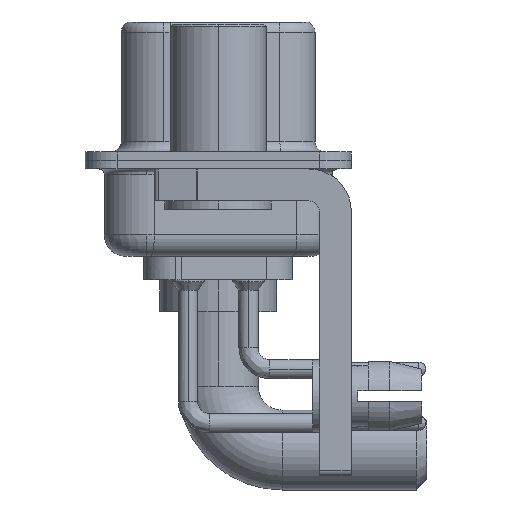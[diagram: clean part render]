
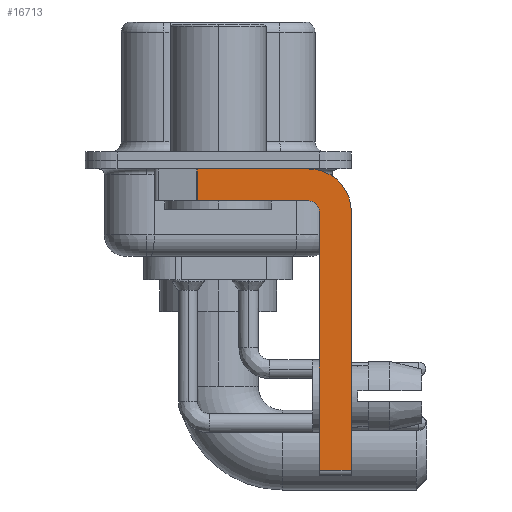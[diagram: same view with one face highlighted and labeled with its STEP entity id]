
A CAD part, left-side view. The second image highlights one B-rep face of the part: STEP entity #16713.
In plain terms, the highlighted planar face has unit normal (-1, 0, 0).
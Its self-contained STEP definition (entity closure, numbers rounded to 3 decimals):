
#173 = DIRECTION ( 'NONE',  ( 0., -1., 0. ) ) ;
#540 = VERTEX_POINT ( 'NONE', #5137 ) ;
#719 = AXIS2_PLACEMENT_3D ( 'NONE', #25048, #12707, #9063 ) ;
#2780 = LINE ( 'NONE', #12673, #7314 ) ;
#3498 = ORIENTED_EDGE ( 'NONE', *, *, #5878, .F. ) ;
#3514 = DIRECTION ( 'NONE',  ( 0., 1., 0. ) ) ;
#3799 = CARTESIAN_POINT ( 'NONE',  ( -2.9, -4.25, -1.9 ) ) ;
#4621 = VERTEX_POINT ( 'NONE', #3799 ) ;
#5137 = CARTESIAN_POINT ( 'NONE',  ( -2.9, -4.25, -0.4 ) ) ;
#5231 = DIRECTION ( 'NONE',  ( 0., -1., 0. ) ) ;
#5366 = CARTESIAN_POINT ( 'NONE',  ( -2.9, -4.25, -14.55 ) ) ;
#5580 = CARTESIAN_POINT ( 'NONE',  ( -2.9, 0.978, -0.4 ) ) ;
#5768 = VECTOR ( 'NONE', #3514, 1000. ) ;
#5878 = EDGE_CURVE ( 'NONE', #17316, #4621, #14848, .T. ) ;
#6558 = DIRECTION ( 'NONE',  ( 0., 0., -1. ) ) ;
#6596 = ORIENTED_EDGE ( 'NONE', *, *, #18169, .F. ) ;
#6751 = CARTESIAN_POINT ( 'NONE',  ( -2.9, 0.978, -1.9 ) ) ;
#7314 = VECTOR ( 'NONE', #15088, 1000. ) ;
#7590 = DIRECTION ( 'NONE',  ( 1., 0., 0. ) ) ;
#7733 = EDGE_CURVE ( 'NONE', #8487, #24322, #15710, .T. ) ;
#8061 = EDGE_CURVE ( 'NONE', #17285, #24322, #15014, .T. ) ;
#8487 = VERTEX_POINT ( 'NONE', #22788 ) ;
#8712 = EDGE_CURVE ( 'NONE', #540, #17285, #24616, .T. ) ;
#8962 = EDGE_CURVE ( 'NONE', #10301, #20909, #26250, .T. ) ;
#9063 = DIRECTION ( 'NONE',  ( 0., 0., -1. ) ) ;
#9112 = EDGE_CURVE ( 'NONE', #8487, #17316, #2780, .T. ) ;
#9462 = PLANE ( 'NONE',  #11859 ) ;
#9855 = DIRECTION ( 'NONE',  ( 0., 0., -1. ) ) ;
#10301 = VERTEX_POINT ( 'NONE', #5580 ) ;
#10507 = ORIENTED_EDGE ( 'NONE', *, *, #9112, .F. ) ;
#11135 = CARTESIAN_POINT ( 'NONE',  ( -2.9, -6.25, -14.55 ) ) ;
#11345 = DIRECTION ( 'NONE',  ( 0., 0., -1. ) ) ;
#11848 = AXIS2_PLACEMENT_3D ( 'NONE', #20168, #13844, #13584 ) ;
#11859 = AXIS2_PLACEMENT_3D ( 'NONE', #17668, #7590, #11345 ) ;
#12165 = CARTESIAN_POINT ( 'NONE',  ( -2.9, -4.75, -2.4 ) ) ;
#12195 = LINE ( 'NONE', #20418, #5768 ) ;
#12631 = ORIENTED_EDGE ( 'NONE', *, *, #8712, .F. ) ;
#12673 = CARTESIAN_POINT ( 'NONE',  ( -2.9, -4.75, -14.8 ) ) ;
#12707 = DIRECTION ( 'NONE',  ( 1., 0., 0. ) ) ;
#13584 = DIRECTION ( 'NONE',  ( 0., 0., 1. ) ) ;
#13844 = DIRECTION ( 'NONE',  ( -1., 0., 0. ) ) ;
#14848 = CIRCLE ( 'NONE', #11848, 0.5 ) ;
#15014 = LINE ( 'NONE', #16899, #19251 ) ;
#15088 = DIRECTION ( 'NONE',  ( 0., 0., 1. ) ) ;
#15317 = EDGE_LOOP ( 'NONE', ( #6596, #24328, #24017, #3498, #10507, #18057, #22247, #12631 ) ) ;
#15710 = LINE ( 'NONE', #5366, #16198 ) ;
#16198 = VECTOR ( 'NONE', #5231, 1000. ) ;
#16389 = CARTESIAN_POINT ( 'NONE',  ( -2.9, 3., -0.4 ) ) ;
#16713 = ADVANCED_FACE ( 'NONE', ( #19969 ), #9462, .F. ) ;
#16899 = CARTESIAN_POINT ( 'NONE',  ( -2.9, -6.25, -2.4 ) ) ;
#17285 = VERTEX_POINT ( 'NONE', #18639 ) ;
#17316 = VERTEX_POINT ( 'NONE', #12165 ) ;
#17668 = CARTESIAN_POINT ( 'NONE',  ( -2.9, -4.25, -2.4 ) ) ;
#18057 = ORIENTED_EDGE ( 'NONE', *, *, #7733, .T. ) ;
#18169 = EDGE_CURVE ( 'NONE', #10301, #540, #20686, .T. ) ;
#18639 = CARTESIAN_POINT ( 'NONE',  ( -2.9, -6.25, -2.4 ) ) ;
#19251 = VECTOR ( 'NONE', #6558, 1000. ) ;
#19969 = FACE_OUTER_BOUND ( 'NONE', #15317, .T. ) ;
#20168 = CARTESIAN_POINT ( 'NONE',  ( -2.9, -4.25, -2.4 ) ) ;
#20418 = CARTESIAN_POINT ( 'NONE',  ( -2.9, -4.25, -1.9 ) ) ;
#20686 = LINE ( 'NONE', #16389, #26091 ) ;
#20909 = VERTEX_POINT ( 'NONE', #6751 ) ;
#22247 = ORIENTED_EDGE ( 'NONE', *, *, #8061, .F. ) ;
#22743 = VECTOR ( 'NONE', #9855, 1000. ) ;
#22788 = CARTESIAN_POINT ( 'NONE',  ( -2.9, -4.75, -14.55 ) ) ;
#24017 = ORIENTED_EDGE ( 'NONE', *, *, #25719, .F. ) ;
#24322 = VERTEX_POINT ( 'NONE', #11135 ) ;
#24328 = ORIENTED_EDGE ( 'NONE', *, *, #8962, .T. ) ;
#24616 = CIRCLE ( 'NONE', #719, 2. ) ;
#24761 = CARTESIAN_POINT ( 'NONE',  ( -2.9, 0.978, -1.9 ) ) ;
#25048 = CARTESIAN_POINT ( 'NONE',  ( -2.9, -4.25, -2.4 ) ) ;
#25719 = EDGE_CURVE ( 'NONE', #4621, #20909, #12195, .T. ) ;
#26091 = VECTOR ( 'NONE', #173, 1000. ) ;
#26250 = LINE ( 'NONE', #24761, #22743 ) ;
